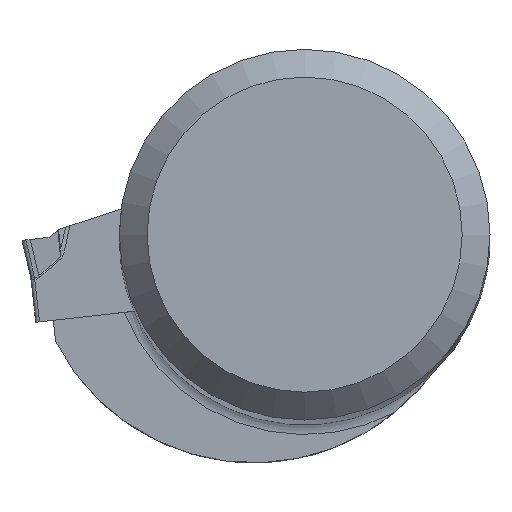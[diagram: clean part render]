
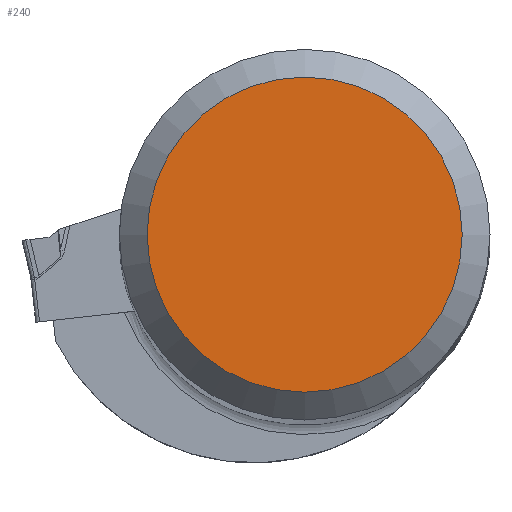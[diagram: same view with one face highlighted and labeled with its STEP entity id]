
A CAD part, top view. The second image highlights one B-rep face of the part: STEP entity #240.
In plain terms, the highlighted planar face has unit normal (0, 0, 1).
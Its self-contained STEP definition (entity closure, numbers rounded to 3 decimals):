
#192=PLANE('',#2013);
#240=ADVANCED_FACE('TB_BL_N10_SU6',(#374),#192,.T.);
#374=FACE_OUTER_BOUND('',#481,.T.);
#481=EDGE_LOOP('',(#992));
#816=CIRCLE('',#2012,8.5);
#992=ORIENTED_EDGE('',*,*,#1661,.T.);
#1459=VERTEX_POINT('',#2918);
#1661=EDGE_CURVE('',#1459,#1459,#816,.T.);
#2012=AXIS2_PLACEMENT_3D('',#2917,#2267,#2268);
#2013=AXIS2_PLACEMENT_3D('',#2919,#2269,#2270);
#2267=DIRECTION('',(0.,0.,1.));
#2268=DIRECTION('',(1.,0.,0.));
#2269=DIRECTION('',(0.,0.,1.));
#2270=DIRECTION('',(1.,0.,0.));
#2917=CARTESIAN_POINT('',(0.,0.,0.));
#2918=CARTESIAN_POINT('',(8.5,0.,0.));
#2919=CARTESIAN_POINT('',(0.,0.,0.));
